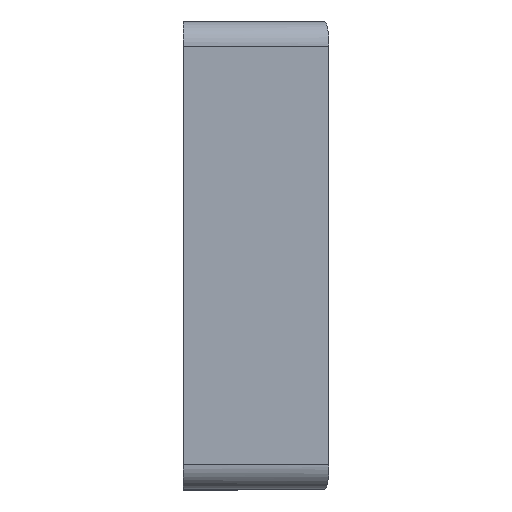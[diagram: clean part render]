
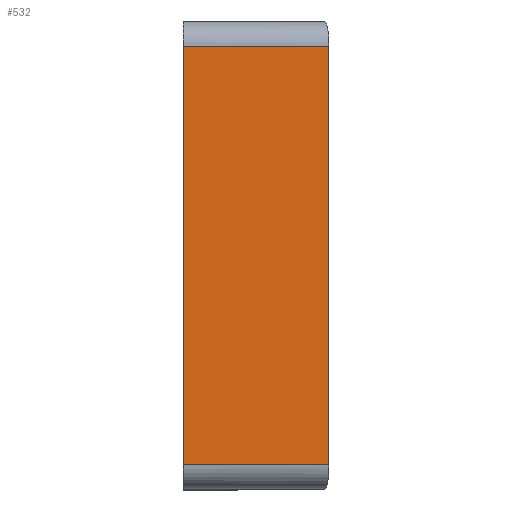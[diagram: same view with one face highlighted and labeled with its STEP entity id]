
A CAD part, top view. The second image highlights one B-rep face of the part: STEP entity #532.
In plain terms, the highlighted planar face has unit normal (0, 0, 1).
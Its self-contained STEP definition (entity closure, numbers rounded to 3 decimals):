
#137=CARTESIAN_POINT('Line Origine',(0.,0.,112.)) ;
#141=CARTESIAN_POINT('Vertex',(0.,-43.,112.)) ;
#143=CARTESIAN_POINT('Vertex',(0.,43.,112.)) ;
#502=CARTESIAN_POINT('Axis2P3D Location',(0.,0.,112.)) ;
#507=CARTESIAN_POINT('Line Origine',(30.,0.,112.)) ;
#511=CARTESIAN_POINT('Vertex',(30.,-43.,112.)) ;
#513=CARTESIAN_POINT('Vertex',(30.,43.,112.)) ;
#516=CARTESIAN_POINT('Line Origine',(15.,43.,112.)) ;
#521=CARTESIAN_POINT('Line Origine',(15.,-43.,112.)) ;
#138=DIRECTION('Vector Direction',(0.,1.,0.)) ;
#503=DIRECTION('Axis2P3D Direction',(0.,0.,1.)) ;
#504=DIRECTION('Axis2P3D XDirection',(1.,0.,0.)) ;
#508=DIRECTION('Vector Direction',(0.,1.,0.)) ;
#517=DIRECTION('Vector Direction',(1.,0.,0.)) ;
#522=DIRECTION('Vector Direction',(1.,0.,0.)) ;
#505=AXIS2_PLACEMENT_3D('Plane Axis2P3D',#502,#503,#504) ;
#527=ORIENTED_EDGE('',*,*,#515,.T.) ;
#528=ORIENTED_EDGE('',*,*,#520,.F.) ;
#529=ORIENTED_EDGE('',*,*,#145,.F.) ;
#530=ORIENTED_EDGE('',*,*,#525,.T.) ;
#139=VECTOR('Line Direction',#138,1.) ;
#509=VECTOR('Line Direction',#508,1.) ;
#518=VECTOR('Line Direction',#517,1.) ;
#523=VECTOR('Line Direction',#522,1.) ;
#532=ADVANCED_FACE('Corps principal',(#531),#506,.T.) ;
#145=EDGE_CURVE('',#142,#144,#140,.T.) ;
#515=EDGE_CURVE('',#512,#514,#510,.T.) ;
#520=EDGE_CURVE('',#144,#514,#519,.T.) ;
#525=EDGE_CURVE('',#142,#512,#524,.T.) ;
#526=EDGE_LOOP('',(#527,#528,#529,#530)) ;
#531=FACE_OUTER_BOUND('',#526,.T.) ;
#140=LINE('Line',#137,#139) ;
#510=LINE('Line',#507,#509) ;
#519=LINE('Line',#516,#518) ;
#524=LINE('Line',#521,#523) ;
#506=PLANE('',#505) ;
#142=VERTEX_POINT('',#141) ;
#144=VERTEX_POINT('',#143) ;
#512=VERTEX_POINT('',#511) ;
#514=VERTEX_POINT('',#513) ;
